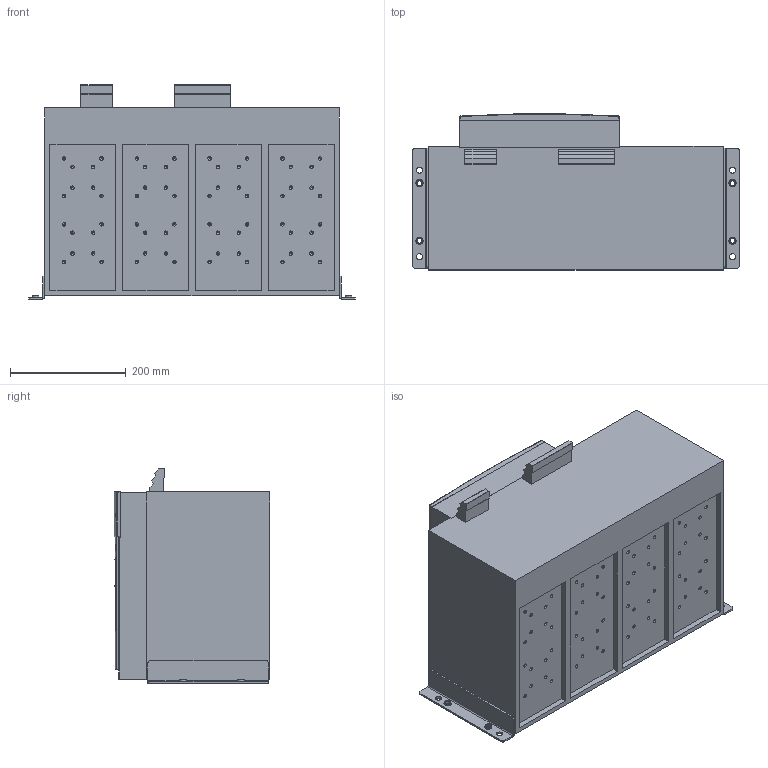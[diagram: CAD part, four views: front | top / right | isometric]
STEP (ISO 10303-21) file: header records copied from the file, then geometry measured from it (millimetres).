
FILE_DESCRIPTION(('CATIA V5 STEP Exchange'),'2;1');
FILE_NAME('1SDH001252R0197_1PA_001_01_E4.2_IV_F.stp','2014-03-06T08:32:10+00:00',('none'),('none'),'CATIA Version 5 Release 20 SP 5 (IN-10)','CATIA V5 STEP AP214','none');
FILE_SCHEMA(('AUTOMOTIVE_DESIGN { 1 0 10303 214 1 1 1 1 }'));
Length unit declared in the file: millimetre
Products named in the file (1): 1SDH001252R0197_1PA_001_01_E4.2_IV_F
Bounding box: 566 x 269.57 x 371 mm (x, y, z)
Volume: 35127535.7 mm3; surface area: 1195189 mm2
Topology: 15 solids, 31 shells, 1029 faces, 2757 edges, 1577 vertices
Faces by surface type: cylinder 308, plane 297, cone 296, torus 61, bspline 46, extrusion 18, revolution 3
Entity records: 35806 total; most frequent: CARTESIAN_POINT 11930, ORIENTED_EDGE 4930, DIRECTION 3192, EDGE_CURVE 2465, VERTEX_POINT 1577, AXIS2_PLACEMENT_3D 1457, EDGE_LOOP 1144, VECTOR 1120
